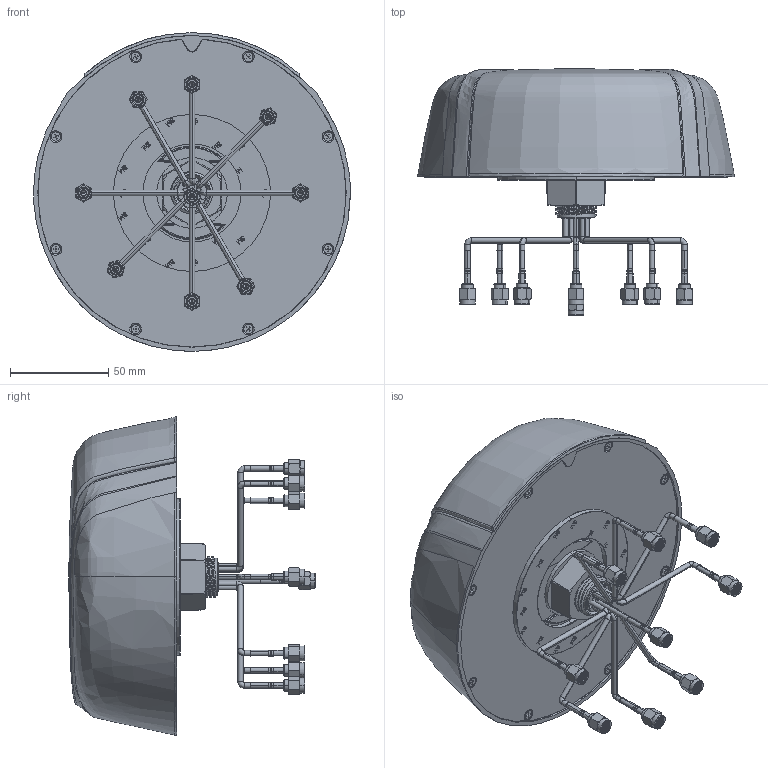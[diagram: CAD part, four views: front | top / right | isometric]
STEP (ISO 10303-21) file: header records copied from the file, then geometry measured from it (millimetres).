
FILE_DESCRIPTION (( 'STEP AP214' ), '1' );
FILE_NAME ('MA1509.AK.001_Web.STEP', '2022-03-14T15:07:00', ( '' ), ( '' ), 'SwSTEP 2.0', 'SolidWorks 2018', '' );
FILE_SCHEMA (( 'AUTOMOTIVE_DESIGN' ));
Length unit declared in the file: millimetre
Products named in the file (1): MA1509.AK.001_Web
Bounding box: 161.34 x 125.45 x 162.34 mm (x, y, z)
Surface area: 97290.3 mm2 (no closed solid volume)
Topology: 0 solids, 86 shells, 800 faces, 2630 edges, 1908 vertices
Faces by surface type: cylinder 262, plane 242, bspline 152, cone 101, torus 43
Entity records: 120199 total; most frequent: CARTESIAN_POINT 90652, ORIENTED_EDGE 4184, DIRECTION 3863, EDGE_CURVE 2626, VERTEX_POINT 1908, AXIS2_PLACEMENT_3D 1422, VECTOR 1019, LINE 1019
